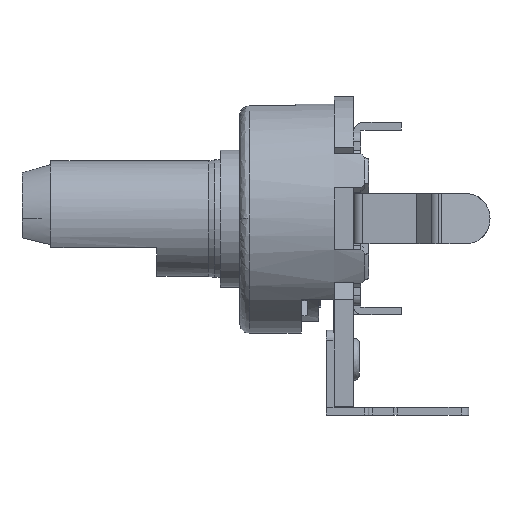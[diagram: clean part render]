
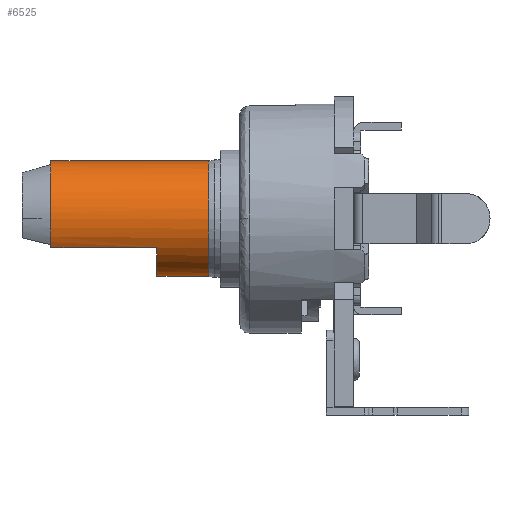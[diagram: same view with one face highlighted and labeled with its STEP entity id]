
A CAD part, left-side view. The second image highlights one B-rep face of the part: STEP entity #6525.
In plain terms, the highlighted cylindrical face has radius 3 mm (diameter 6 mm), a partial arc.
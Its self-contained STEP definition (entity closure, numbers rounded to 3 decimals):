
#348 = ORIENTED_EDGE ( 'NONE', *, *, #1441, .T. ) ;
#1052 = AXIS2_PLACEMENT_3D ( 'NONE', #23859, #13056, #4741 ) ;
#1441 = EDGE_CURVE ( 'NONE', #5373, #14627, #10946, .T. ) ;
#2170 = CARTESIAN_POINT ( 'NONE',  ( -3., 8.8, -0.524 ) ) ;
#3392 = LINE ( 'NONE', #9740, #12248 ) ;
#3766 = VERTEX_POINT ( 'NONE', #25791 ) ;
#4741 = DIRECTION ( 'NONE',  ( 0., 0., 1. ) ) ;
#5109 = CARTESIAN_POINT ( 'NONE',  ( -1.844, 8.8, 2.399 ) ) ;
#5190 = CARTESIAN_POINT ( 'NONE',  ( 0., 3.3, -3. ) ) ;
#5373 = VERTEX_POINT ( 'NONE', #19272 ) ;
#5378 = CARTESIAN_POINT ( 'NONE',  ( -2.399, 8.8, 1.844 ) ) ;
#6370 = EDGE_CURVE ( 'NONE', #20090, #5373, #3392, .T. ) ;
#6525 = ADVANCED_FACE ( 'NONE', ( #15425 ), #19414, .T. ) ;
#6751 = CARTESIAN_POINT ( 'NONE',  ( -2.598, 3.3, -1.5 ) ) ;
#7668 = DIRECTION ( 'NONE',  ( 0., -1., 0. ) ) ;
#7934 = VERTEX_POINT ( 'NONE', #25824 ) ;
#8060 = ORIENTED_EDGE ( 'NONE', *, *, #19620, .F. ) ;
#8473 = ORIENTED_EDGE ( 'NONE', *, *, #6370, .T. ) ;
#8514 = EDGE_CURVE ( 'NONE', #7934, #3766, #18571, .T. ) ;
#8806 = EDGE_CURVE ( 'NONE', #3766, #25139, #26114, .T. ) ;
#8830 = CARTESIAN_POINT ( 'NONE',  ( -2.336, 3.3, -1.953 ) ) ;
#9689 = ORIENTED_EDGE ( 'NONE', *, *, #8806, .T. ) ;
#9740 = CARTESIAN_POINT ( 'NONE',  ( -2.598, -8.652, -1.5 ) ) ;
#9837 = CARTESIAN_POINT ( 'NONE',  ( -3., 8.8, 0. ) ) ;
#10194 = CARTESIAN_POINT ( 'NONE',  ( -2.598, 8.8, -1.5 ) ) ;
#10334 = CARTESIAN_POINT ( 'NONE',  ( -3., 8.8, 0. ) ) ;
#10777 = CARTESIAN_POINT ( 'NONE',  ( 0., 3.3, -3. ) ) ;
#10914 = CARTESIAN_POINT ( 'NONE',  ( -0.524, 3.3, -3. ) ) ;
#10946 = B_SPLINE_CURVE_WITH_KNOTS ( 'NONE', 3,
 ( #6751, #8830, #18957, #21157, #10914, #10777 ),
 .UNSPECIFIED., .F., .F.,
 ( 4, 2, 4 ),
 ( 0., 0.25, 0.5 ),
 .UNSPECIFIED. ) ;
#11567 = ORIENTED_EDGE ( 'NONE', *, *, #8514, .T. ) ;
#11903 = DIRECTION ( 'NONE',  ( 0., 1., 0. ) ) ;
#11965 = VERTEX_POINT ( 'NONE', #12889 ) ;
#12248 = VECTOR ( 'NONE', #7668, 1000. ) ;
#12271 = CARTESIAN_POINT ( 'NONE',  ( 0., 0.6, 0. ) ) ;
#12889 = CARTESIAN_POINT ( 'NONE',  ( 0., 0.6, -3. ) ) ;
#13056 = DIRECTION ( 'NONE',  ( 0., 1., 0. ) ) ;
#13117 = ORIENTED_EDGE ( 'NONE', *, *, #19978, .F. ) ;
#13838 = CARTESIAN_POINT ( 'NONE',  ( -3., 8.8, 0. ) ) ;
#13981 = CARTESIAN_POINT ( 'NONE',  ( -1.511, 8.8, 2.621 ) ) ;
#14627 = VERTEX_POINT ( 'NONE', #5190 ) ;
#14717 = DIRECTION ( 'NONE',  ( 0., 1., 0. ) ) ;
#14980 = CARTESIAN_POINT ( 'NONE',  ( -2.598, 8.8, -1.5 ) ) ;
#15425 = FACE_OUTER_BOUND ( 'NONE', #19991, .T. ) ;
#15676 = LINE ( 'NONE', #16077, #16427 ) ;
#15930 = CARTESIAN_POINT ( 'NONE',  ( 0., 8.8, 3. ) ) ;
#16077 = CARTESIAN_POINT ( 'NONE',  ( 0., -8.652, -3. ) ) ;
#16427 = VECTOR ( 'NONE', #11903, 1000. ) ;
#17035 = B_SPLINE_CURVE_WITH_KNOTS ( 'NONE', 3,
 ( #10334, #2170, #20717, #10194 ),
 .UNSPECIFIED., .F., .F.,
 ( 4, 4 ),
 ( 0., 1. ),
 .UNSPECIFIED. ) ;
#17042 = ORIENTED_EDGE ( 'NONE', *, *, #20728, .T. ) ;
#17995 = CARTESIAN_POINT ( 'NONE',  ( -3., 8.8, 0.393 ) ) ;
#18571 = LINE ( 'NONE', #22873, #20018 ) ;
#18957 = CARTESIAN_POINT ( 'NONE',  ( -1.953, 3.3, -2.336 ) ) ;
#19272 = CARTESIAN_POINT ( 'NONE',  ( -2.598, 3.3, -1.5 ) ) ;
#19414 = CYLINDRICAL_SURFACE ( 'NONE', #1052, 3. ) ;
#19620 = EDGE_CURVE ( 'NONE', #11965, #14627, #15676, .T. ) ;
#19927 = AXIS2_PLACEMENT_3D ( 'NONE', #12271, #20576, #20711 ) ;
#19978 = EDGE_CURVE ( 'NONE', #7934, #11965, #20818, .T. ) ;
#19991 = EDGE_LOOP ( 'NONE', ( #8060, #13117, #11567, #9689, #17042, #8473, #348 ) ) ;
#20018 = VECTOR ( 'NONE', #14717, 1000. ) ;
#20090 = VERTEX_POINT ( 'NONE', #14980 ) ;
#20576 = DIRECTION ( 'NONE',  ( 0., -1., 0. ) ) ;
#20711 = DIRECTION ( 'NONE',  ( -1., 0., 0. ) ) ;
#20717 = CARTESIAN_POINT ( 'NONE',  ( -2.86, 8.8, -1.047 ) ) ;
#20728 = EDGE_CURVE ( 'NONE', #25139, #20090, #17035, .T. ) ;
#20818 = CIRCLE ( 'NONE', #19927, 3. ) ;
#21157 = CARTESIAN_POINT ( 'NONE',  ( -1.047, 3.3, -2.86 ) ) ;
#22008 = CARTESIAN_POINT ( 'NONE',  ( -0.785, 8.8, 2.922 ) ) ;
#22137 = CARTESIAN_POINT ( 'NONE',  ( -0.393, 8.8, 3. ) ) ;
#22413 = CARTESIAN_POINT ( 'NONE',  ( -2.621, 8.8, 1.511 ) ) ;
#22873 = CARTESIAN_POINT ( 'NONE',  ( 0., -8.652, 3. ) ) ;
#23859 = CARTESIAN_POINT ( 'NONE',  ( 0., -8.652, 0. ) ) ;
#23962 = CARTESIAN_POINT ( 'NONE',  ( -2.922, 8.8, 0.785 ) ) ;
#25139 = VERTEX_POINT ( 'NONE', #9837 ) ;
#25791 = CARTESIAN_POINT ( 'NONE',  ( 0., 8.8, 3. ) ) ;
#25824 = CARTESIAN_POINT ( 'NONE',  ( 0., 0.6, 3. ) ) ;
#26114 = B_SPLINE_CURVE_WITH_KNOTS ( 'NONE', 3,
 ( #15930, #22137, #22008, #13981, #5109, #5378, #22413, #23962, #17995, #13838 ),
 .UNSPECIFIED., .F., .F.,
 ( 4, 2, 2, 2, 4 ),
 ( 0.5, 0.625, 0.75, 0.875, 1. ),
 .UNSPECIFIED. ) ;
